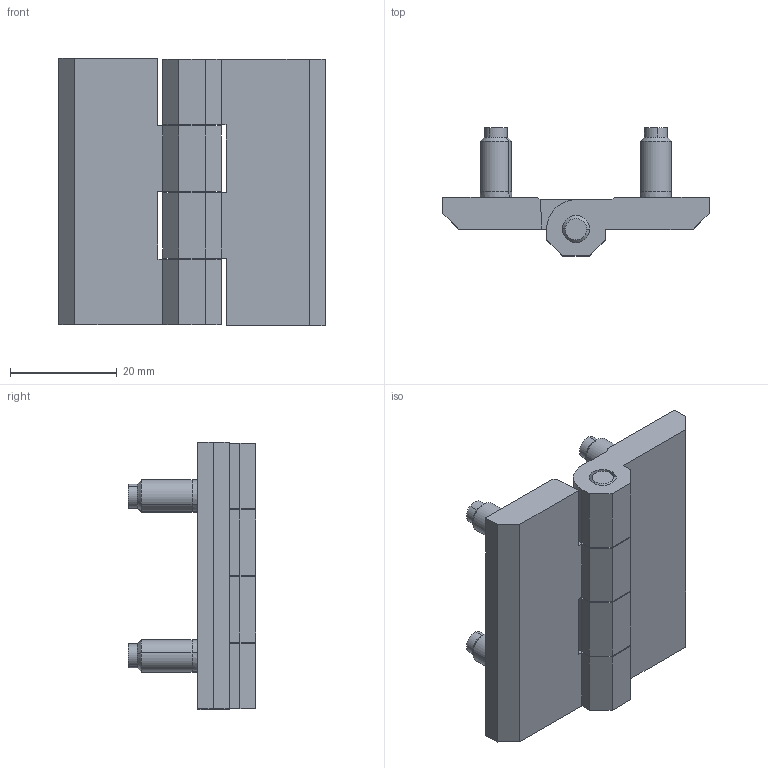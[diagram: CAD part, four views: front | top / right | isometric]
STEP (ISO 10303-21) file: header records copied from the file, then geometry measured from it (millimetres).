
FILE_DESCRIPTION (( 'STEP AP214' ), '1' );
FILE_NAME ('099.M.F.1.STEP', '2022-03-03T10:27:11', ( '' ), ( '' ), 'SwSTEP 2.0', 'SolidWorks 2019', '' );
FILE_SCHEMA (( 'AUTOMOTIVE_DESIGN' ));
Length unit declared in the file: millimetre
Products named in the file (1): 099.M.F.1
Bounding box: 50 x 24 x 50.2 mm (x, y, z)
Volume: 15743.1 mm3; surface area: 10943.4 mm2
Topology: 3 solids, 3 shells, 285 faces, 753 edges, 486 vertices
Faces by surface type: plane 166, cylinder 83, cone 28, bspline 8
Entity records: 9739 total; most frequent: CARTESIAN_POINT 2429, DIRECTION 1553, ORIENTED_EDGE 1506, EDGE_CURVE 753, AXIS2_PLACEMENT_3D 538, VERTEX_POINT 486, VECTOR 477, LINE 477
